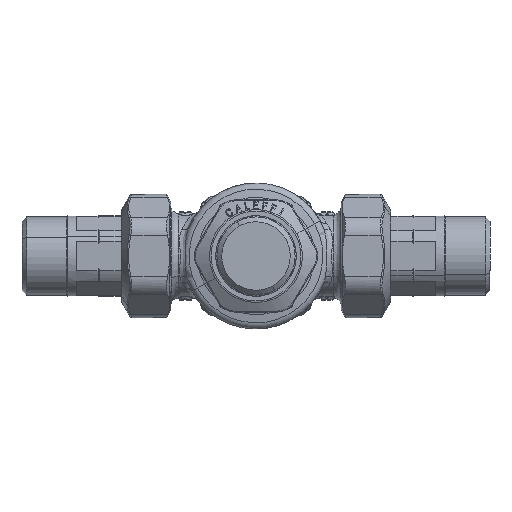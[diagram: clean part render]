
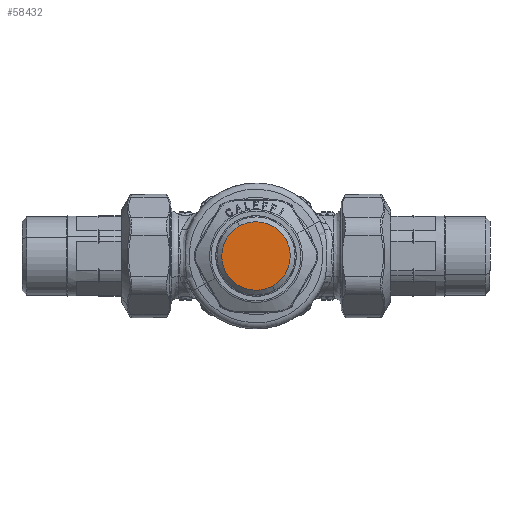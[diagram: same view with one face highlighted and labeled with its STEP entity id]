
A CAD part, front view. The second image highlights one B-rep face of the part: STEP entity #58432.
In plain terms, the highlighted planar face has unit normal (0, -1, 0).
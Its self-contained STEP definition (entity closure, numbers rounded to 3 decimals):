
#56678=CARTESIAN_POINT('Vertex',(-4.387,-81.5,8.03)) ;
#56685=CARTESIAN_POINT('Vertex',(4.387,-81.5,-8.03)) ;
#56688=CARTESIAN_POINT('Axis2P3D Location',(0.,-81.5,0.)) ;
#56705=CARTESIAN_POINT('Axis2P3D Location',(0.,-81.5,0.)) ;
#58423=CARTESIAN_POINT('Axis2P3D Location',(0.,-81.5,10.45)) ;
#56689=DIRECTION('Axis2P3D Direction',(0.,-1.,0.)) ;
#56706=DIRECTION('Axis2P3D Direction',(0.,-1.,0.)) ;
#58424=DIRECTION('Axis2P3D Direction',(0.,-1.,0.)) ;
#58425=DIRECTION('Axis2P3D XDirection',(1.,0.,0.)) ;
#56690=AXIS2_PLACEMENT_3D('Circle Axis2P3D',#56688,#56689,$) ;
#56707=AXIS2_PLACEMENT_3D('Circle Axis2P3D',#56705,#56706,$) ;
#58426=AXIS2_PLACEMENT_3D('Plane Axis2P3D',#58423,#58424,#58425) ;
#58429=ORIENTED_EDGE('',*,*,#56692,.T.) ;
#58430=ORIENTED_EDGE('',*,*,#56709,.T.) ;
#58432=ADVANCED_FACE('PartBody',(#58431),#58427,.T.) ;
#56691=CIRCLE('generated circle',#56690,9.15) ;
#56708=CIRCLE('generated circle',#56707,9.15) ;
#56692=EDGE_CURVE('',#56679,#56686,#56691,.T.) ;
#56709=EDGE_CURVE('',#56686,#56679,#56708,.T.) ;
#58428=EDGE_LOOP('',(#58429,#58430)) ;
#58431=FACE_OUTER_BOUND('',#58428,.T.) ;
#58427=PLANE('',#58426) ;
#56679=VERTEX_POINT('',#56678) ;
#56686=VERTEX_POINT('',#56685) ;
